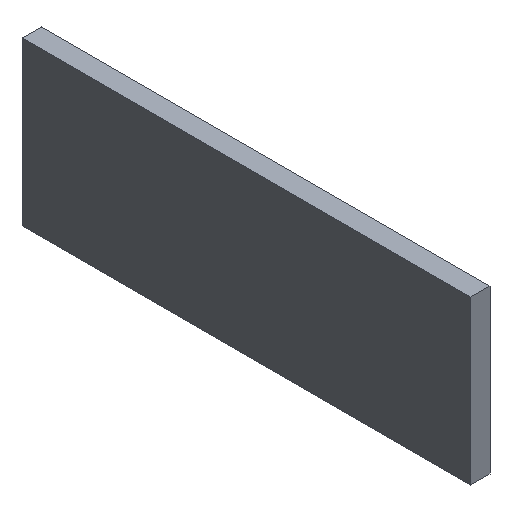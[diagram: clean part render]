
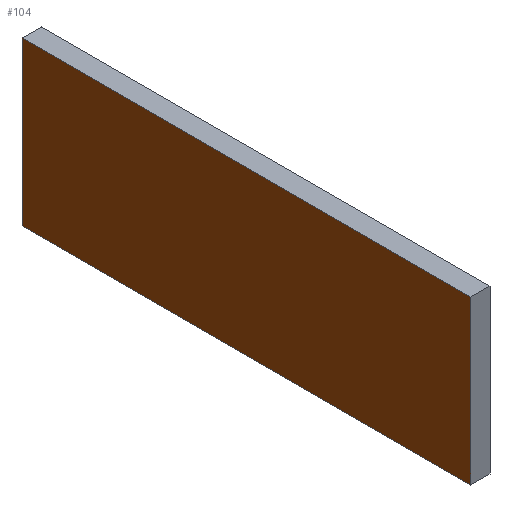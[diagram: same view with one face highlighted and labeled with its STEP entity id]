
A CAD part, isometric view. The second image highlights one B-rep face of the part: STEP entity #104.
In plain terms, the highlighted planar face has unit normal (-1, 0, 0).
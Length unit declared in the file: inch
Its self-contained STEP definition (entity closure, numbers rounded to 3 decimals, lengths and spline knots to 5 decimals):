
#18=FACE_OUTER_BOUND('',#24,.T.);
#24=EDGE_LOOP('',(#83,#84,#85,#86));
#27=LINE('',#157,#39);
#35=LINE('',#172,#47);
#36=LINE('',#175,#48);
#37=LINE('',#176,#49);
#39=VECTOR('',#131,0.3937);
#47=VECTOR('',#143,0.3937);
#48=VECTOR('',#146,0.3937);
#49=VECTOR('',#147,0.3937);
#51=VERTEX_POINT('',#155);
#52=VERTEX_POINT('',#156);
#57=VERTEX_POINT('',#170);
#58=VERTEX_POINT('',#174);
#59=EDGE_CURVE('',#51,#52,#27,.T.);
#67=EDGE_CURVE('',#52,#57,#35,.T.);
#68=EDGE_CURVE('',#58,#57,#36,.T.);
#69=EDGE_CURVE('',#58,#51,#37,.T.);
#83=ORIENTED_EDGE('',*,*,#68,.T.);
#84=ORIENTED_EDGE('',*,*,#67,.F.);
#85=ORIENTED_EDGE('',*,*,#59,.F.);
#86=ORIENTED_EDGE('',*,*,#69,.F.);
#98=PLANE('',#124);
#104=ADVANCED_FACE('',(#18),#98,.T.);
#124=AXIS2_PLACEMENT_3D('',#173,#144,#145);
#131=DIRECTION('',(0.,0.,-1.));
#143=DIRECTION('',(0.,1.,0.));
#144=DIRECTION('center_axis',(-1.,0.,0.));
#145=DIRECTION('ref_axis',(0.,-1.,0.));
#146=DIRECTION('',(0.,0.,-1.));
#147=DIRECTION('',(0.,-1.,0.));
#155=CARTESIAN_POINT('',(-1.5,0.,13.));
#156=CARTESIAN_POINT('',(-1.5,0.,0.25));
#157=CARTESIAN_POINT('',(-1.5,0.,6.625));
#170=CARTESIAN_POINT('',(-1.5,35.1667,0.25));
#172=CARTESIAN_POINT('',(-1.5,26.5,0.25));
#173=CARTESIAN_POINT('Origin',(-1.5,104.5,0.25));
#174=CARTESIAN_POINT('',(-1.5,35.1667,13.));
#175=CARTESIAN_POINT('',(-1.5,35.1667,0.25));
#176=CARTESIAN_POINT('',(-1.5,26.5,13.));
